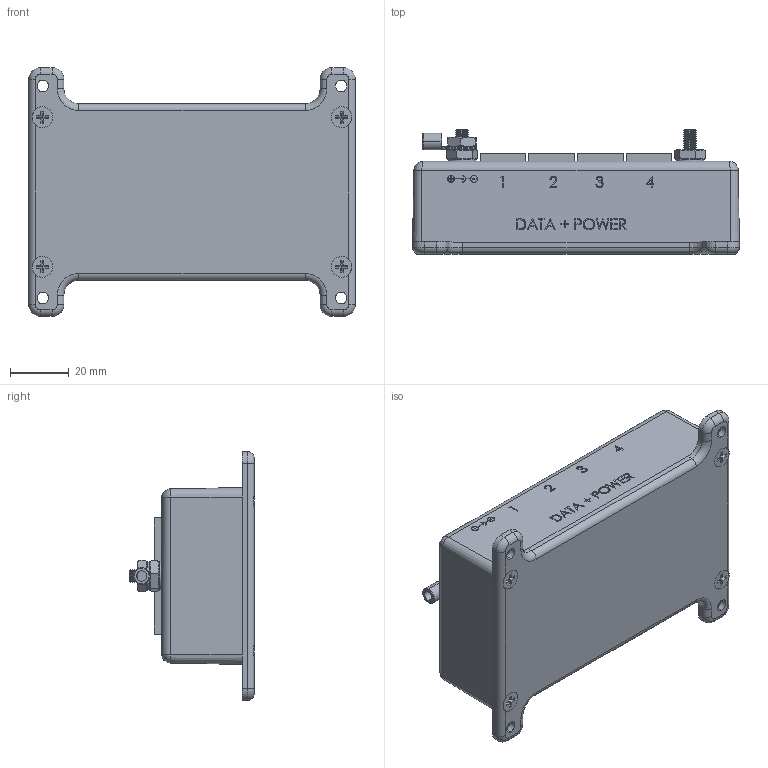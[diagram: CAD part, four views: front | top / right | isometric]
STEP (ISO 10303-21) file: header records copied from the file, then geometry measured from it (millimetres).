
FILE_DESCRIPTION (( 'STEP AP214' ), '1' );
FILE_NAME ('PI-4C5-AFB-4870_3D.STEP', '2020-03-18T17:54:03', ( '' ), ( '' ), 'SwSTEP 2.0', 'SolidWorks 2018', '' );
FILE_SCHEMA (( 'AUTOMOTIVE_DESIGN' ));
Length unit declared in the file: inch
Products named in the file (1): PI-4C5-AFB-4870_3D
Bounding box: 111 x 42.21 x 84.5 mm (x, y, z)
Volume: 193749.5 mm3; surface area: 45360.6 mm2
Topology: 1 solids, 7 shells, 865 faces, 2207 edges, 1419 vertices
Faces by surface type: plane 527, cylinder 119, cone 94, bspline 77, torus 47, sphere 1
Entity records: 41279 total; most frequent: CARTESIAN_POINT 11268, ORIENTED_EDGE 4400, DIRECTION 3936, EDGE_CURVE 2200, LINE 1554, VECTOR 1554, VERTEX_POINT 1417, AXIS2_PLACEMENT_3D 1191
